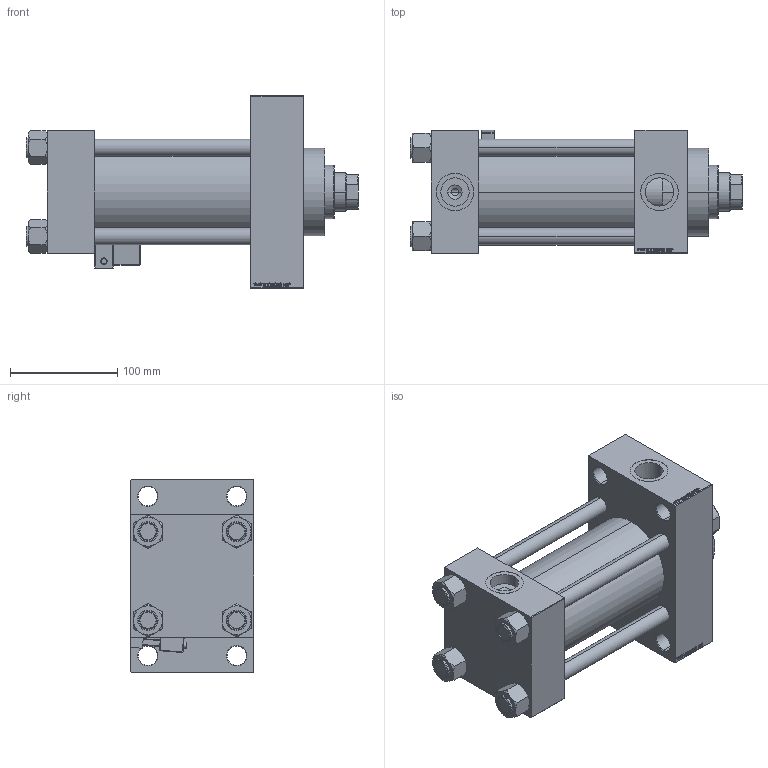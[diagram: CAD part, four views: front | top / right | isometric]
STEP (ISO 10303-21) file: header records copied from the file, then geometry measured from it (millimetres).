
FILE_DESCRIPTION (( 'STEP AP203' ), '1' );
FILE_NAME ('384c.STEP', '2023-04-27T09:29:50', ( '' ), ( '' ), 'SwSTEP 2.0', 'SolidWorks 2019', '' );
FILE_SCHEMA (( 'CONFIG_CONTROL_DESIGN' ));
Length unit declared in the file: millimetre
Products named in the file (7): V215CD_VC_A 533ba47a2c323120acf43dcf5d1fd8ed; V215CD_NUT_M5_D 533ba47a2c323120acf43dcf5d1fd8ed; V215CD_D_Body 533ba47a2c323120acf43dcf5d1fd8ed; V215CD_VCP_D 533ba47a2c323120acf43dcf5d1fd8ed; 384c; V215CD_D_TYCINKA 533ba47a2c323120acf43dcf5d1fd8ed; V215CR_MSU 533ba47a2c323120acf43dcf5d1fd8ed
Assembly tree (12 placements, depth 2):
  384c
    V215CD_D_Body 533ba47a2c323120acf43dcf5d1fd8ed
    V215CD_VC_A 533ba47a2c323120acf43dcf5d1fd8ed
    V215CD_VCP_D 533ba47a2c323120acf43dcf5d1fd8ed
    V215CD_D_TYCINKA 533ba47a2c323120acf43dcf5d1fd8ed  x4
    V215CD_NUT_M5_D 533ba47a2c323120acf43dcf5d1fd8ed  x4
    V215CR_MSU 533ba47a2c323120acf43dcf5d1fd8ed
Bounding box: 310 x 115.49 x 180 mm (x, y, z)
Volume: 2208450.4 mm3; surface area: 369673.1 mm2
Topology: 12 solids, 12 shells, 1228 faces, 3082 edges, 1981 vertices
Faces by surface type: plane 574, bspline 368, cone 142, cylinder 118, torus 14, sphere 12
Entity records: 49849 total; most frequent: CARTESIAN_POINT 25533, ORIENTED_EDGE 5404, DIRECTION 3658, EDGE_CURVE 2702, VERTEX_POINT 1759, LINE 1626, VECTOR 1626, EDGE_LOOP 1207
